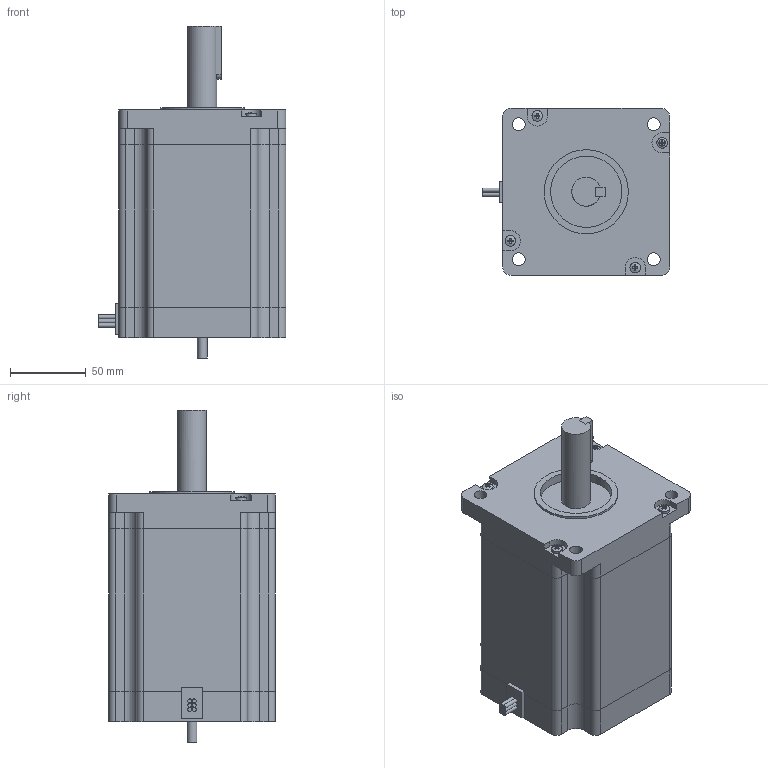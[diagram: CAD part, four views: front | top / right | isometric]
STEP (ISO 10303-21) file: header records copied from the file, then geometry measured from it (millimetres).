
FILE_DESCRIPTION((''),'2;1');
FILE_NAME('STEPPING_MOTOR_ST11018M.stp','2008-04-24T11:12:19',('wei_j'),(''),'Autodesk Inventor 2008','Autodesk Inventor 2008','');
FILE_SCHEMA(('AUTOMOTIVE_DESIGN { 1 0 10303 214 1 1 1 1 }'));
Length unit declared in the file: millimetre
Products named in the file (9): STEPPING_MOTOR_ST11018M; Stator_ST11018_M; Frontcap_ST11018; shaft_forward_ST11018; Fitting Keys GP9-DIN 6885; Schrauben_ISO_7045_M4; Endcap_ST11018; leads_4_ST11018; shaft_rear_6.35x13.5
Assembly tree (11 placements, depth 2):
  STEPPING_MOTOR_ST11018M
    Stator_ST11018_M
    Frontcap_ST11018
    shaft_forward_ST11018
    Fitting Keys GP9-DIN 6885
    Schrauben_ISO_7045_M4  x4
    Endcap_ST11018
    leads_4_ST11018
    shaft_rear_6.35x13.5
Bounding box: 123.5 x 110 x 218.87 mm (x, y, z)
Volume: 1637838.3 mm3; surface area: 139935.2 mm2
Topology: 11 solids, 11 shells, 296 faces, 656 edges, 378 vertices
Faces by surface type: plane 192, cylinder 68, bspline 32, sphere 4
Full cylindrical faces by diameter (mm): 6.35 x1, 7 x4, 19.05 x1, 47 x1, 55.52 x1
Entity records: 6731 total; most frequent: CARTESIAN_POINT 1520, DIRECTION 1079, ORIENTED_EDGE 972, EDGE_CURVE 486, AXIS2_PLACEMENT_3D 392, VERTEX_POINT 297, VECTOR 295, LINE 295
